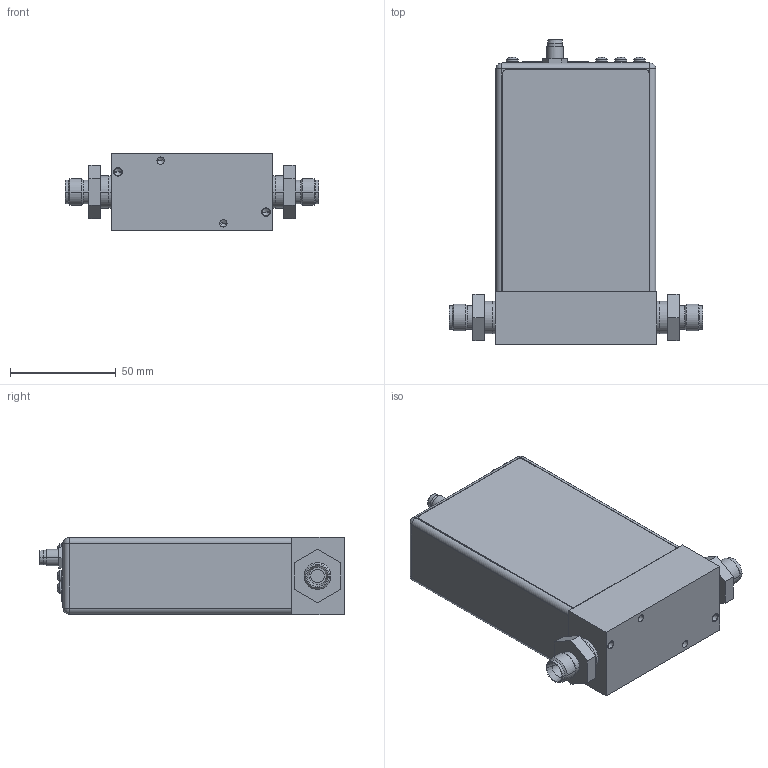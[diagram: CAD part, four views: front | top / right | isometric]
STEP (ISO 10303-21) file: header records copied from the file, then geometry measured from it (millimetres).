
FILE_DESCRIPTION((''),'2;1');
FILE_NAME('GE50A_ECAT_5-PIN_8MM_ASM','2014-03-20T',('cockrofm'),('MKS Instruments, Inc.'),'PRO/ENGINEER BY PARAMETRIC TECHNOLOGY CORPORATION, 2009060','PRO/ENGINEER BY PARAMETRIC TECHNOLOGY CORPORATION, 2009060','');
FILE_SCHEMA(('AUTOMOTIVE_DESIGN { 1 2 10303 214 0 1 1 1 }'));
Length unit declared in the file: inch
Products named in the file (11): 118253_DUMMY_OUTLINE; 1051894_FITTING-8MM; 8MM_TUBE_ASM; 1053764_ENCLOSURE_ETHERCAT; 1200905080; 1200905080_NUT; 1053479_RJ45_DOUBLE_CONN; 1011702-002_4-40_PAN-HD-SEMS; 1053560_LABEL_TOP_ETHERCAT; 1042639-001_FRT; GE50A_ECAT_5-PIN_8MM_ASM
Assembly tree (15 placements, depth 3):
  GE50A_ECAT_5-PIN_8MM_ASM
    8MM_TUBE_ASM
      118253_DUMMY_OUTLINE
      1051894_FITTING-8MM  x2
    1053764_ENCLOSURE_ETHERCAT
    1200905080
    1200905080_NUT
    1053479_RJ45_DOUBLE_CONN
    1011702-002_4-40_PAN-HD-SEMS  x4
    1053560_LABEL_TOP_ETHERCAT
    1042639-001_FRT  x2
Bounding box: 119.99 x 144.15 x 36.83 mm (x, y, z)
Volume: 103731.4 mm3; surface area: 105212.6 mm2
Topology: 14 solids, 20 shells, 615 faces, 1474 edges, 926 vertices
Faces by surface type: plane 256, cylinder 201, bspline 80, cone 38, torus 24, sphere 16
Entity records: 14708 total; most frequent: CARTESIAN_POINT 2545, DIRECTION 2112, ORIENTED_EDGE 1884, EDGE_CURVE 954, AXIS2_PLACEMENT_3D 782, VERTEX_POINT 614, PRESENTATION_STYLE_ASSIGNMENT 598, STYLED_ITEM 598
